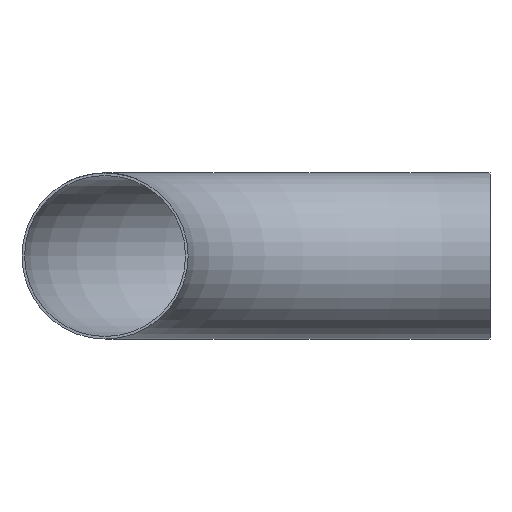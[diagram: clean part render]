
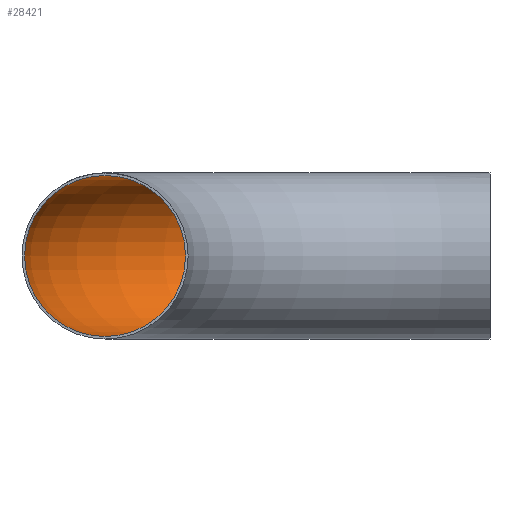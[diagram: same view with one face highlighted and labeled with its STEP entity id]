
A CAD part, front view. The second image highlights one B-rep face of the part: STEP entity #28421.
In plain terms, the highlighted toroidal (fillet/blend) face has major radius 390 mm and minor radius 81.55 mm.
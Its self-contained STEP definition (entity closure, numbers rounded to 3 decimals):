
#1637 = EDGE_CURVE ( 'NONE', #18385, #18385, #3461, .T. ) ;
#2455 = VERTEX_POINT ( 'NONE', #11323 ) ;
#3461 = CIRCLE ( 'NONE', #10599, 81.55 ) ;
#3649 = CARTESIAN_POINT ( 'NONE',  ( 0., 0., 0. ) ) ;
#5139 = EDGE_CURVE ( 'NONE', #2455, #2455, #11827, .T. ) ;
#6005 = CARTESIAN_POINT ( 'NONE',  ( 0., 390., 0. ) ) ;
#6300 = AXIS2_PLACEMENT_3D ( 'NONE', #3649, #12824, #26443 ) ;
#7782 = ORIENTED_EDGE ( 'NONE', *, *, #1637, .F. ) ;
#8693 = TOROIDAL_SURFACE ( 'NONE', #6300, 390., 81.55 ) ;
#8967 = ORIENTED_EDGE ( 'NONE', *, *, #5139, .T. ) ;
#10367 = DIRECTION ( 'NONE',  ( 0., 1., 0. ) ) ;
#10599 = AXIS2_PLACEMENT_3D ( 'NONE', #22201, #22053, #10945 ) ;
#10945 = DIRECTION ( 'NONE',  ( 0., 0., 1. ) ) ;
#11323 = CARTESIAN_POINT ( 'NONE',  ( 0., 471.55, 0. ) ) ;
#11827 = CIRCLE ( 'NONE', #16625, 81.55 ) ;
#11898 = EDGE_LOOP ( 'NONE', ( #8967 ) ) ;
#12824 = DIRECTION ( 'NONE',  ( 0., 0., -1. ) ) ;
#13270 = EDGE_LOOP ( 'NONE', ( #7782 ) ) ;
#15100 = FACE_OUTER_BOUND ( 'NONE', #13270, .T. ) ;
#16625 = AXIS2_PLACEMENT_3D ( 'NONE', #6005, #28653, #10367 ) ;
#16641 = FACE_OUTER_BOUND ( 'NONE', #11898, .T. ) ;
#18385 = VERTEX_POINT ( 'NONE', #24979 ) ;
#22053 = DIRECTION ( 'NONE',  ( 0., 1., 0. ) ) ;
#22201 = CARTESIAN_POINT ( 'NONE',  ( -390., 0., 0. ) ) ;
#24979 = CARTESIAN_POINT ( 'NONE',  ( -390., 0., 81.55 ) ) ;
#26443 = DIRECTION ( 'NONE',  ( -1., 0., 0. ) ) ;
#28421 = ADVANCED_FACE ( 'NONE', ( #16641, #15100 ), #8693, .F. ) ;
#28653 = DIRECTION ( 'NONE',  ( 1., 0., 0. ) ) ;
